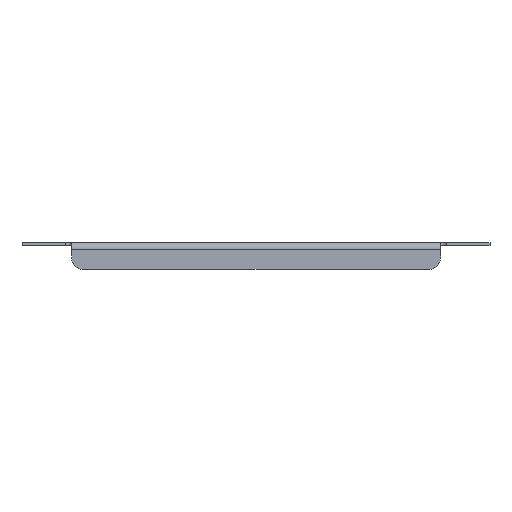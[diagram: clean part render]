
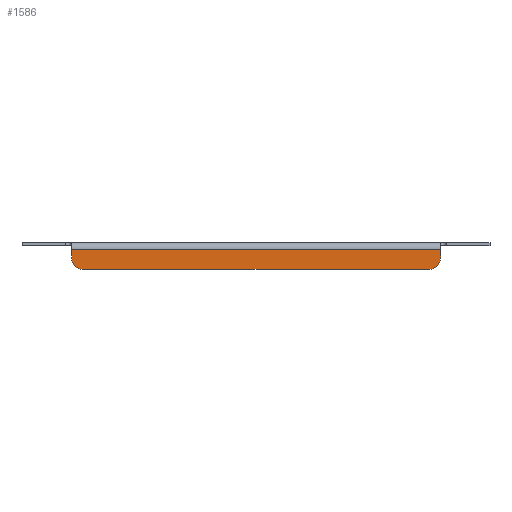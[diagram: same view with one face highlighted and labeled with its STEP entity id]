
A CAD part, front view. The second image highlights one B-rep face of the part: STEP entity #1586.
In plain terms, the highlighted planar face has unit normal (0, -1, 0).
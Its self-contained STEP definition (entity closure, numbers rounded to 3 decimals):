
#5 = VERTEX_POINT ( 'NONE', #1790 ) ;
#33 = AXIS2_PLACEMENT_3D ( 'NONE', #1063, #1102, #1557 ) ;
#126 = VERTEX_POINT ( 'NONE', #1605 ) ;
#167 = CARTESIAN_POINT ( 'NONE',  ( 82., -50., -12. ) ) ;
#191 = EDGE_CURVE ( 'NONE', #1815, #126, #606, .T. ) ;
#199 = EDGE_CURVE ( 'NONE', #126, #5, #1770, .T. ) ;
#237 = VERTEX_POINT ( 'NONE', #365 ) ;
#323 = LINE ( 'NONE', #349, #345 ) ;
#345 = VECTOR ( 'NONE', #1096, 1000. ) ;
#349 = CARTESIAN_POINT ( 'NONE',  ( -82., -50., -12. ) ) ;
#365 = CARTESIAN_POINT ( 'NONE',  ( 82., -50., -7. ) ) ;
#374 = ORIENTED_EDGE ( 'NONE', *, *, #634, .T. ) ;
#463 = EDGE_LOOP ( 'NONE', ( #834, #374, #1478, #479, #598, #1002 ) ) ;
#478 = DIRECTION ( 'NONE',  ( 0., 0., -1. ) ) ;
#479 = ORIENTED_EDGE ( 'NONE', *, *, #191, .T. ) ;
#598 = ORIENTED_EDGE ( 'NONE', *, *, #199, .T. ) ;
#606 = CIRCLE ( 'NONE', #799, 5. ) ;
#634 = EDGE_CURVE ( 'NONE', #1751, #889, #1731, .T. ) ;
#653 = CARTESIAN_POINT ( 'NONE',  ( 82., -50., -3. ) ) ;
#796 = VECTOR ( 'NONE', #1147, 1000. ) ;
#799 = AXIS2_PLACEMENT_3D ( 'NONE', #1462, #1883, #1156 ) ;
#834 = ORIENTED_EDGE ( 'NONE', *, *, #905, .F. ) ;
#865 = AXIS2_PLACEMENT_3D ( 'NONE', #1057, #1652, #1036 ) ;
#873 = EDGE_CURVE ( 'NONE', #5, #237, #1345, .T. ) ;
#881 = PLANE ( 'NONE',  #865 ) ;
#889 = VERTEX_POINT ( 'NONE', #1520 ) ;
#905 = EDGE_CURVE ( 'NONE', #1751, #237, #934, .T. ) ;
#908 = FACE_OUTER_BOUND ( 'NONE', #463, .T. ) ;
#934 = LINE ( 'NONE', #167, #1687 ) ;
#1002 = ORIENTED_EDGE ( 'NONE', *, *, #873, .T. ) ;
#1036 = DIRECTION ( 'NONE',  ( 1., 0., 0. ) ) ;
#1057 = CARTESIAN_POINT ( 'NONE',  ( 0., -50., 47.193 ) ) ;
#1063 = CARTESIAN_POINT ( 'NONE',  ( 77., -50., -7. ) ) ;
#1096 = DIRECTION ( 'NONE',  ( 0., 0., 1. ) ) ;
#1102 = DIRECTION ( 'NONE',  ( 0., -1., 0. ) ) ;
#1121 = CARTESIAN_POINT ( 'NONE',  ( 104., -50., -12. ) ) ;
#1147 = DIRECTION ( 'NONE',  ( -1., 0., 0. ) ) ;
#1156 = DIRECTION ( 'NONE',  ( 1., 0., 0. ) ) ;
#1278 = DIRECTION ( 'NONE',  ( 1., 0., 0. ) ) ;
#1345 = CIRCLE ( 'NONE', #33, 5. ) ;
#1462 = CARTESIAN_POINT ( 'NONE',  ( -77., -50., -7. ) ) ;
#1478 = ORIENTED_EDGE ( 'NONE', *, *, #1674, .F. ) ;
#1481 = CARTESIAN_POINT ( 'NONE',  ( -82., -50., -7. ) ) ;
#1520 = CARTESIAN_POINT ( 'NONE',  ( -82., -50., -3. ) ) ;
#1557 = DIRECTION ( 'NONE',  ( 1., 0., 0. ) ) ;
#1586 = ADVANCED_FACE ( 'NONE', ( #908 ), #881, .T. ) ;
#1605 = CARTESIAN_POINT ( 'NONE',  ( -77., -50., -12. ) ) ;
#1620 = CARTESIAN_POINT ( 'NONE',  ( 0., -50., -3. ) ) ;
#1652 = DIRECTION ( 'NONE',  ( 0., -1., 0. ) ) ;
#1674 = EDGE_CURVE ( 'NONE', #1815, #889, #323, .T. ) ;
#1687 = VECTOR ( 'NONE', #478, 1000. ) ;
#1731 = LINE ( 'NONE', #1620, #796 ) ;
#1751 = VERTEX_POINT ( 'NONE', #653 ) ;
#1770 = LINE ( 'NONE', #1121, #1924 ) ;
#1790 = CARTESIAN_POINT ( 'NONE',  ( 77., -50., -12. ) ) ;
#1815 = VERTEX_POINT ( 'NONE', #1481 ) ;
#1883 = DIRECTION ( 'NONE',  ( 0., -1., 0. ) ) ;
#1924 = VECTOR ( 'NONE', #1278, 1000. ) ;
